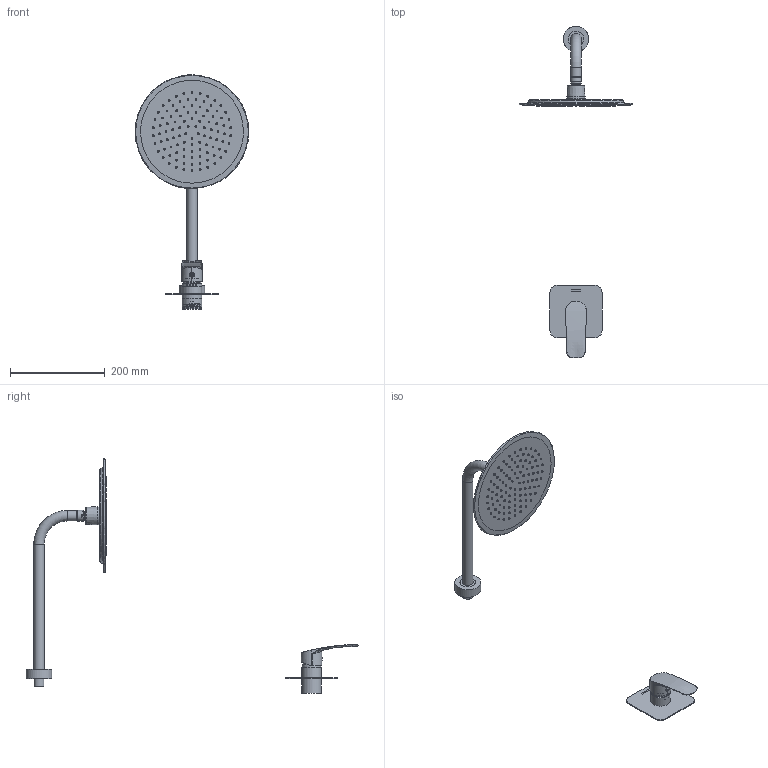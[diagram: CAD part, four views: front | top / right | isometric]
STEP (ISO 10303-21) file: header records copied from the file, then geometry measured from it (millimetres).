
FILE_DESCRIPTION (( 'STEP AP203' ), '1' );
FILE_NAME ('57DP04228.STEP', '2021-04-08T07:30:39', ( '' ), ( '' ), 'SwSTEP 2.0', 'SolidWorks 2018', '' );
FILE_SCHEMA (( 'CONFIG_CONTROL_DESIGN' ));
Length unit declared in the file: millimetre
Products named in the file (1): 57DP04228
Bounding box: 240 x 699.76 x 494 mm (x, y, z)
Volume: 682489.7 mm3; surface area: 202601.2 mm2
Topology: 8 solids, 8 shells, 678 faces, 1391 edges, 958 vertices
Faces by surface type: plane 263, cylinder 153, cone 120, torus 113, bspline 28, sphere 1
Full cylindrical faces by diameter (mm): 1 x105, 6.8 x1, 9.5 x1, 10 x1, 18 x2, 18.6 x1, 20.6 x1, 21 x2, 22 x2, 22.7 x1, 23.3 x1, 31 x1, 34 x1, 35.8 x1, 36.5 x5, 37 x1, 38.4 x1, 39 x2, 42 x1, 42.5 x1, 54.4 x1, 54.8 x1
Entity records: 20429 total; most frequent: CARTESIAN_POINT 8587, DIRECTION 2638, ORIENTED_EDGE 1596, AXIS2_PLACEMENT_3D 1288, EDGE_LOOP 1274, FACE_OUTER_BOUND 920, EDGE_CURVE 798, VERTEX_POINT 732
